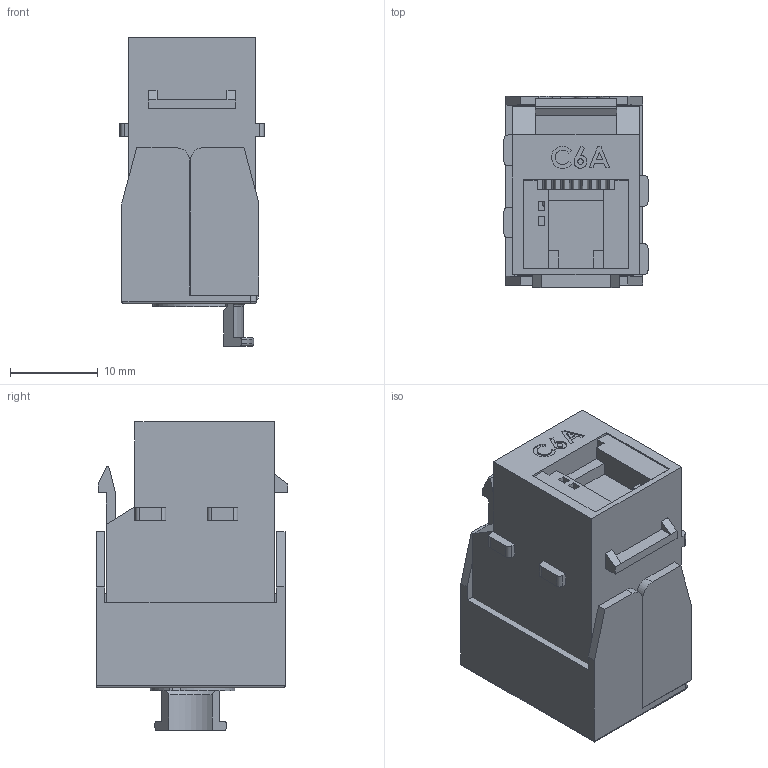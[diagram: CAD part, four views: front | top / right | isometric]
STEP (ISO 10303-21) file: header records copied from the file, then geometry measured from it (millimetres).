
FILE_DESCRIPTION (( 'STEP AP214' ), '1' );
FILE_NAME ('RJTLC6AS-POE.STEP', '2018-01-15T14:17:43', ( '' ), ( '' ), 'SwSTEP 2.0', 'SolidWorks 2014', '' );
FILE_SCHEMA (( 'AUTOMOTIVE_DESIGN' ));
Length unit declared in the file: inch
Products named in the file (5): RJTLC6AS-POE; QKDABLC-MA4; QKDABLC-MA2; QKDABLC-MA1; QKDABLC-MA3_CAT 6A
Assembly tree (4 placements, depth 2):
  RJTLC6AS-POE
    QKDABLC-MA3_CAT 6A
    QKDABLC-MA1
    QKDABLC-MA2
    QKDABLC-MA4
Bounding box: 16.46 x 21.92 x 35.23 mm (x, y, z)
Volume: 6784.5 mm3; surface area: 7701.3 mm2
Topology: 4 solids, 4 shells, 433 faces, 1203 edges, 792 vertices
Faces by surface type: plane 295, cylinder 114, bspline 16, torus 7, cone 1
Entity records: 17500 total; most frequent: CARTESIAN_POINT 3703, ORIENTED_EDGE 2406, DIRECTION 2131, EDGE_CURVE 1203, VECTOR 907, LINE 907, VERTEX_POINT 792, AXIS2_PLACEMENT_3D 612
